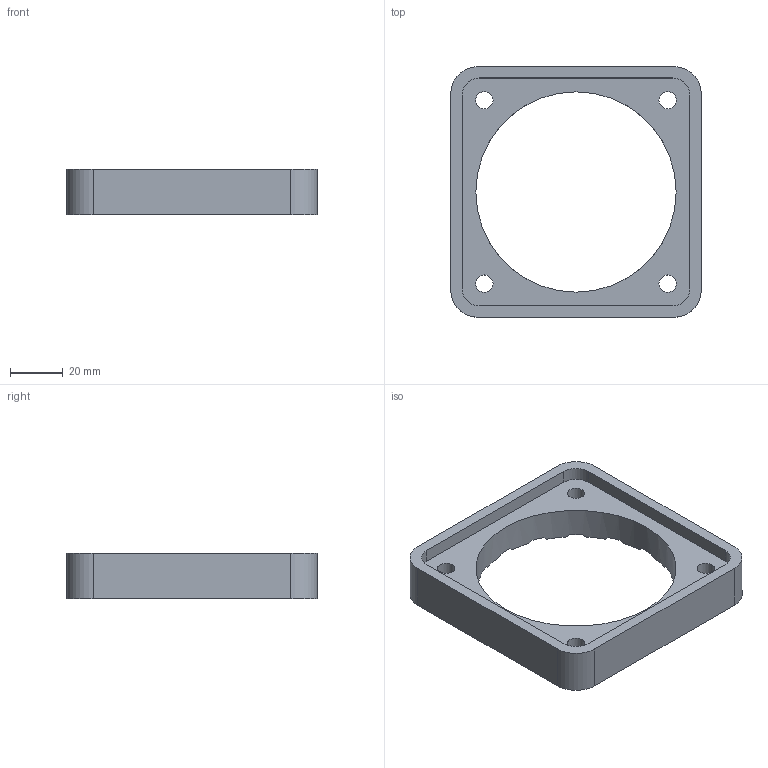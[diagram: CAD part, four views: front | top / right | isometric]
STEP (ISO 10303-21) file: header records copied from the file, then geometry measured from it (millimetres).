
FILE_DESCRIPTION(/* description */ (''),/* implementation_level */ '2;1');
FILE_NAME(/* name */ 'Motor to gearbox spacer, printed.step',/* time_stamp */ '2024-03-25T13:41:27-04:00',/* author */ (''),/* organization */ (''),/* preprocessor_version */ 'ST-DEVELOPER v20',/* originating_system */ 'Autodesk Translation Framework v12.20.1.177',/* authorisation */ '');
FILE_SCHEMA (('AUTOMOTIVE_DESIGN { 1 0 10303 214 3 1 1 }'));
Length unit declared in the file: millimetre
Products named in the file (1): 15:1 Cycloidal drive for nema34, compact
Bounding box: 95 x 95 x 17.17 mm (x, y, z)
Volume: 58624.2 mm3; surface area: 20402.5 mm2
Topology: 1 solids, 1 shells, 64 faces, 171 edges, 114 vertices
Faces by surface type: plane 31, cone 20, cylinder 13
Full cylindrical faces by diameter (mm): 6.604 x4, 76 x1
Entity records: 2226 total; most frequent: CARTESIAN_POINT 510, DIRECTION 367, ORIENTED_EDGE 342, EDGE_CURVE 171, AXIS2_PLACEMENT_3D 163, VERTEX_POINT 114, CIRCLE 98, EDGE_LOOP 79
